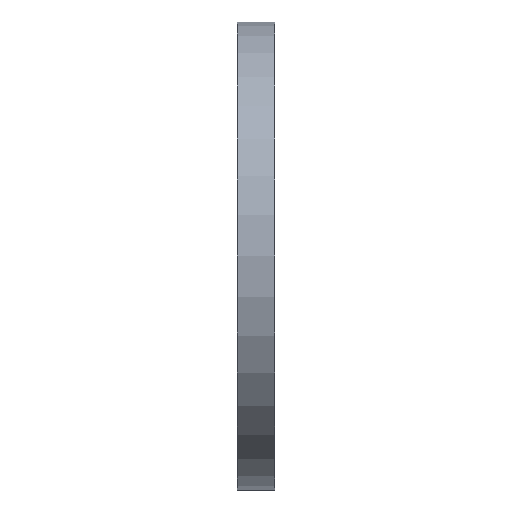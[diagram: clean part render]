
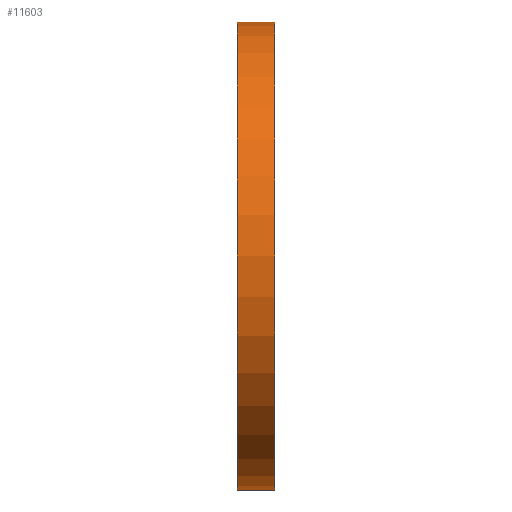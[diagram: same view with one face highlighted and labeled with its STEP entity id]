
A CAD part, left-side view. The second image highlights one B-rep face of the part: STEP entity #11603.
In plain terms, the highlighted cylindrical face has radius 25 mm (diameter 50 mm), a partial arc.
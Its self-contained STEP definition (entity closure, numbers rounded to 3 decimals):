
#476 = LINE ( 'NONE', #5381, #11331 ) ;
#865 = AXIS2_PLACEMENT_3D ( 'NONE', #11684, #12587, #13652 ) ;
#1465 = FACE_OUTER_BOUND ( 'NONE', #6419, .T. ) ;
#1707 = ORIENTED_EDGE ( 'NONE', *, *, #2732, .F. ) ;
#2347 = VERTEX_POINT ( 'NONE', #11697 ) ;
#2448 = VECTOR ( 'NONE', #12781, 1000. ) ;
#2717 = VERTEX_POINT ( 'NONE', #5477 ) ;
#2732 = EDGE_CURVE ( 'NONE', #4335, #2347, #12208, .T. ) ;
#4230 = CARTESIAN_POINT ( 'NONE',  ( 0., 2., -25. ) ) ;
#4335 = VERTEX_POINT ( 'NONE', #4230 ) ;
#4339 = CARTESIAN_POINT ( 'NONE',  ( 0., 2., -25. ) ) ;
#4607 = DIRECTION ( 'NONE',  ( 0., -1., 0. ) ) ;
#4693 = DIRECTION ( 'NONE',  ( 0., 1., 0. ) ) ;
#4815 = AXIS2_PLACEMENT_3D ( 'NONE', #6761, #4693, #8786 ) ;
#5381 = CARTESIAN_POINT ( 'NONE',  ( 0., 2., 25. ) ) ;
#5477 = CARTESIAN_POINT ( 'NONE',  ( 0., -2., -25. ) ) ;
#5903 = ORIENTED_EDGE ( 'NONE', *, *, #5944, .T. ) ;
#5944 = EDGE_CURVE ( 'NONE', #4335, #2717, #10854, .T. ) ;
#6419 = EDGE_LOOP ( 'NONE', ( #12740, #1707, #5903, #11549 ) ) ;
#6534 = CARTESIAN_POINT ( 'NONE',  ( 0., 2., 0. ) ) ;
#6618 = AXIS2_PLACEMENT_3D ( 'NONE', #6534, #4607, #8790 ) ;
#6761 = CARTESIAN_POINT ( 'NONE',  ( 0., 2., 0. ) ) ;
#7289 = EDGE_CURVE ( 'NONE', #2347, #7492, #476, .T. ) ;
#7492 = VERTEX_POINT ( 'NONE', #10639 ) ;
#7844 = DIRECTION ( 'NONE',  ( 0., -1., 0. ) ) ;
#8786 = DIRECTION ( 'NONE',  ( 0., 0., 1. ) ) ;
#8790 = DIRECTION ( 'NONE',  ( 0., 0., -1. ) ) ;
#9211 = EDGE_CURVE ( 'NONE', #2717, #7492, #10389, .T. ) ;
#10389 = CIRCLE ( 'NONE', #865, 25. ) ;
#10639 = CARTESIAN_POINT ( 'NONE',  ( 0., -2., 25. ) ) ;
#10854 = LINE ( 'NONE', #4339, #2448 ) ;
#11331 = VECTOR ( 'NONE', #7844, 1000. ) ;
#11549 = ORIENTED_EDGE ( 'NONE', *, *, #9211, .T. ) ;
#11603 = ADVANCED_FACE ( 'NONE', ( #1465 ), #12324, .T. ) ;
#11684 = CARTESIAN_POINT ( 'NONE',  ( 0., -2., 0. ) ) ;
#11697 = CARTESIAN_POINT ( 'NONE',  ( 0., 2., 25. ) ) ;
#12208 = CIRCLE ( 'NONE', #4815, 25. ) ;
#12324 = CYLINDRICAL_SURFACE ( 'NONE', #6618, 25. ) ;
#12587 = DIRECTION ( 'NONE',  ( 0., 1., 0. ) ) ;
#12740 = ORIENTED_EDGE ( 'NONE', *, *, #7289, .F. ) ;
#12781 = DIRECTION ( 'NONE',  ( 0., -1., 0. ) ) ;
#13652 = DIRECTION ( 'NONE',  ( 0., 0., 1. ) ) ;
